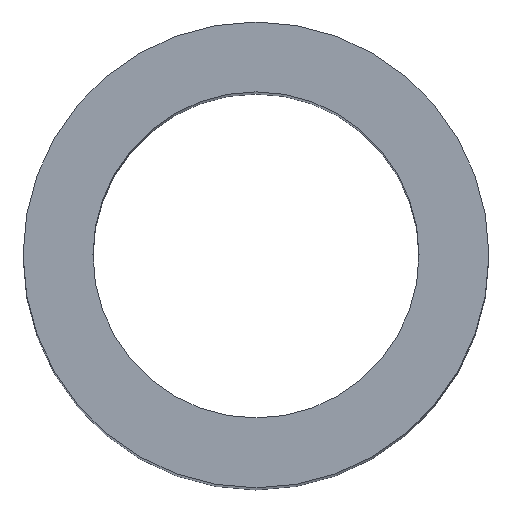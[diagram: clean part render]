
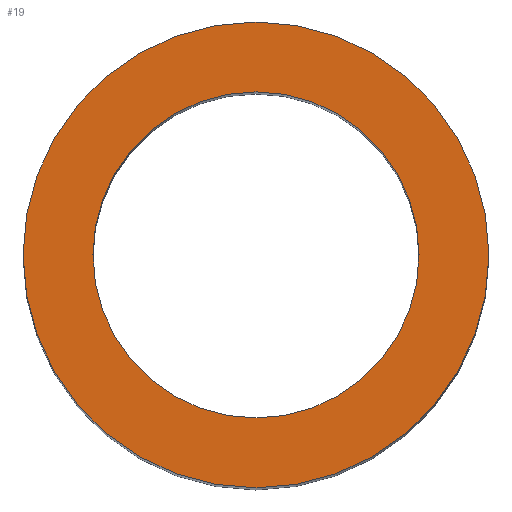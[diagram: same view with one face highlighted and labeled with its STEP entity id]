
A CAD part, top view. The second image highlights one B-rep face of the part: STEP entity #19.
In plain terms, the highlighted planar face has unit normal (0, 0, 1).
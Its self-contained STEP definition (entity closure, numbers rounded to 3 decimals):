
#5 = EDGE_LOOP ( 'NONE', ( #198, #132 ) ) ;
#14 = ORIENTED_EDGE ( 'NONE', *, *, #178, .F. ) ;
#15 = CARTESIAN_POINT ( 'NONE',  ( 0., 0., 8. ) ) ;
#19 = ADVANCED_FACE ( 'NONE', ( #186, #183 ), #169, .T. ) ;
#20 = CIRCLE ( 'NONE', #101, 2.1 ) ;
#23 = AXIS2_PLACEMENT_3D ( 'NONE', #58, #117, #151 ) ;
#24 = CARTESIAN_POINT ( 'NONE',  ( -2.1, 0., 8. ) ) ;
#27 = CARTESIAN_POINT ( 'NONE',  ( -3., 0., 8. ) ) ;
#31 = VERTEX_POINT ( 'NONE', #39 ) ;
#38 = CARTESIAN_POINT ( 'NONE',  ( 0., 0., 8. ) ) ;
#39 = CARTESIAN_POINT ( 'NONE',  ( 3., 0., 8. ) ) ;
#48 = EDGE_CURVE ( 'NONE', #113, #207, #85, .T. ) ;
#58 = CARTESIAN_POINT ( 'NONE',  ( 0., 0., 8. ) ) ;
#59 = VERTEX_POINT ( 'NONE', #27 ) ;
#66 = DIRECTION ( 'NONE',  ( 0., 0., 1. ) ) ;
#68 = DIRECTION ( 'NONE',  ( 1., 0., 0. ) ) ;
#69 = ORIENTED_EDGE ( 'NONE', *, *, #48, .F. ) ;
#71 = DIRECTION ( 'NONE',  ( 0., 0., 1. ) ) ;
#81 = DIRECTION ( 'NONE',  ( 1., 0., 0. ) ) ;
#82 = EDGE_CURVE ( 'NONE', #31, #59, #120, .T. ) ;
#85 = CIRCLE ( 'NONE', #196, 2.1 ) ;
#101 = AXIS2_PLACEMENT_3D ( 'NONE', #109, #66, #68 ) ;
#109 = CARTESIAN_POINT ( 'NONE',  ( 0., 0., 8. ) ) ;
#111 = CIRCLE ( 'NONE', #23, 3. ) ;
#113 = VERTEX_POINT ( 'NONE', #173 ) ;
#117 = DIRECTION ( 'NONE',  ( 0., 0., 1. ) ) ;
#119 = CARTESIAN_POINT ( 'NONE',  ( 0., 0., 8. ) ) ;
#120 = CIRCLE ( 'NONE', #142, 3. ) ;
#132 = ORIENTED_EDGE ( 'NONE', *, *, #82, .T. ) ;
#142 = AXIS2_PLACEMENT_3D ( 'NONE', #15, #179, #81 ) ;
#145 = AXIS2_PLACEMENT_3D ( 'NONE', #38, #205, #149 ) ;
#149 = DIRECTION ( 'NONE',  ( 1., 0., 0. ) ) ;
#151 = DIRECTION ( 'NONE',  ( 1., 0., 0. ) ) ;
#169 = PLANE ( 'NONE',  #145 ) ;
#173 = CARTESIAN_POINT ( 'NONE',  ( 2.1, 0., 8. ) ) ;
#174 = EDGE_CURVE ( 'NONE', #59, #31, #111, .T. ) ;
#178 = EDGE_CURVE ( 'NONE', #207, #113, #20, .T. ) ;
#179 = DIRECTION ( 'NONE',  ( 0., 0., 1. ) ) ;
#183 = FACE_BOUND ( 'NONE', #189, .T. ) ;
#186 = FACE_OUTER_BOUND ( 'NONE', #5, .T. ) ;
#189 = EDGE_LOOP ( 'NONE', ( #14, #69 ) ) ;
#196 = AXIS2_PLACEMENT_3D ( 'NONE', #119, #71, #203 ) ;
#198 = ORIENTED_EDGE ( 'NONE', *, *, #174, .T. ) ;
#203 = DIRECTION ( 'NONE',  ( 1., 0., 0. ) ) ;
#205 = DIRECTION ( 'NONE',  ( 0., 0., 1. ) ) ;
#207 = VERTEX_POINT ( 'NONE', #24 ) ;
